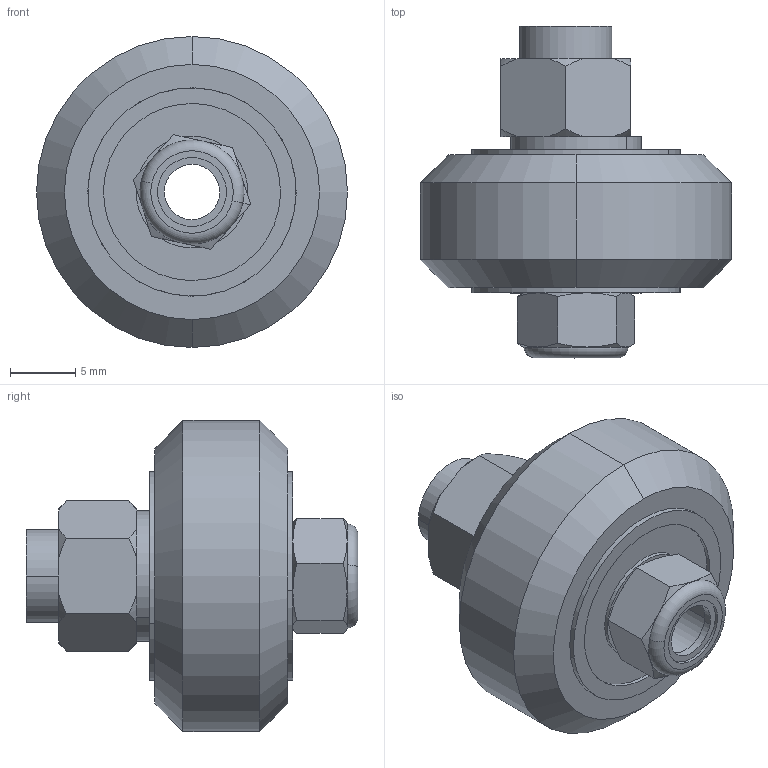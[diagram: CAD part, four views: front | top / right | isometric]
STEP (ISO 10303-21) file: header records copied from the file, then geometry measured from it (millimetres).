
FILE_DESCRIPTION (( 'STEP AP203' ), '1' );
FILE_NAME ('Xtreme V Wheel.step', '2015-08-20T16:44:16', ( '' ), ( '' ), 'SwSTEP 2.0', 'SolidWorks 2014', '' );
FILE_SCHEMA (( 'CONFIG_CONTROL_DESIGN' ));
Length unit declared in the file: millimetre
Products named in the file (6): Xtreme Solid V Wheel; Ball Bearing 5 x 16 x 5; Precision Shim 10 x 5 x 1; Xtreme V Wheel; Eccentric Spacer 6mm; Nylon Insert Lock Nut M5
Assembly tree (7 placements, depth 2):
  Xtreme V Wheel
    Xtreme Solid V Wheel
    Ball Bearing 5 x 16 x 5  x2
    Precision Shim 10 x 5 x 1  x2
    Nylon Insert Lock Nut M5
    Eccentric Spacer 6mm
Bounding box: 23.9 x 25.5 x 23.9 mm (x, y, z)
Volume: 4690.7 mm3; surface area: 4269.8 mm2
Topology: 7 solids, 7 shells, 124 faces, 272 edges, 175 vertices
Faces by surface type: cylinder 50, plane 42, cone 30, torus 2
Entity records: 3603 total; most frequent: CARTESIAN_POINT 661, DIRECTION 499, ORIENTED_EDGE 448, EDGE_CURVE 224, AXIS2_PLACEMENT_3D 213, VERTEX_POINT 143, EDGE_LOOP 119, CIRCLE 103
